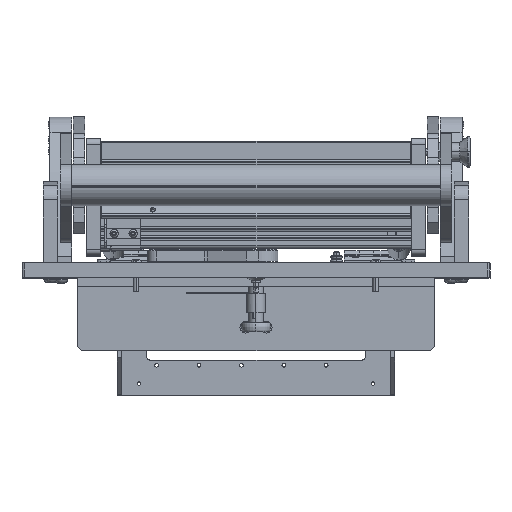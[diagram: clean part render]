
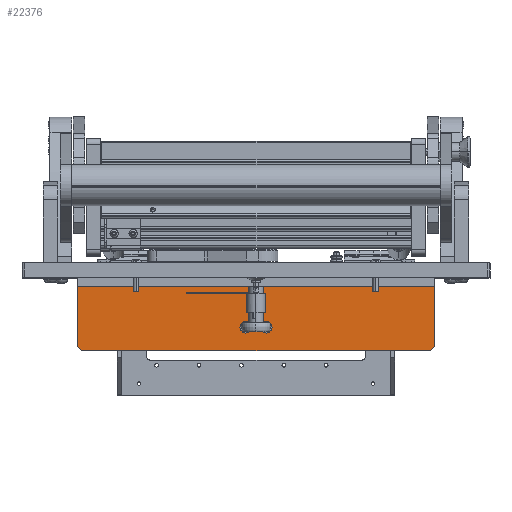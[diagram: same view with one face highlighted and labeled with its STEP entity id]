
A CAD part, top view. The second image highlights one B-rep face of the part: STEP entity #22376.
In plain terms, the highlighted face is planar.
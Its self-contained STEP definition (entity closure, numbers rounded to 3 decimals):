
#401 = ORIENTED_EDGE ( 'NONE', *, *, #23125, .T. ) ;
#1299 = ORIENTED_EDGE ( 'NONE', *, *, #23708, .T. ) ;
#2904 = CIRCLE ( 'NONE', #73455, 1.7 ) ;
#3624 = DIRECTION ( 'NONE',  ( 1., 0., 0. ) ) ;
#5514 = LINE ( 'NONE', #71343, #45178 ) ;
#6747 = AXIS2_PLACEMENT_3D ( 'NONE', #49827, #55600, #20400 ) ;
#9830 = VERTEX_POINT ( 'NONE', #35218 ) ;
#10300 = EDGE_CURVE ( 'NONE', #32274, #14216, #58370, .T. ) ;
#10748 = DIRECTION ( 'NONE',  ( 0., -0.707, 0.707 ) ) ;
#10859 = CARTESIAN_POINT ( 'NONE',  ( -6., -6., 122. ) ) ;
#13420 = DIRECTION ( 'NONE',  ( 1., 0., 0. ) ) ;
#14216 = VERTEX_POINT ( 'NONE', #58028 ) ;
#14920 = ORIENTED_EDGE ( 'NONE', *, *, #20836, .T. ) ;
#14924 = CARTESIAN_POINT ( 'NONE',  ( -6., -47., 122. ) ) ;
#15568 = CARTESIAN_POINT ( 'NONE',  ( -6., -50., 122. ) ) ;
#15682 = EDGE_LOOP ( 'NONE', ( #64217, #65374, #50492, #1299, #14920, #56123 ) ) ;
#17436 = LINE ( 'NONE', #10859, #58623 ) ;
#18109 = CARTESIAN_POINT ( 'NONE',  ( -6., -34., -7. ) ) ;
#18128 = AXIS2_PLACEMENT_3D ( 'NONE', #64953, #25450, #37101 ) ;
#19031 = VERTEX_POINT ( 'NONE', #32844 ) ;
#19751 = ORIENTED_EDGE ( 'NONE', *, *, #73014, .T. ) ;
#19861 = EDGE_CURVE ( 'NONE', #44890, #9830, #17436, .T. ) ;
#20400 = DIRECTION ( 'NONE',  ( 0., 1., 0. ) ) ;
#20836 = EDGE_CURVE ( 'NONE', #19031, #32274, #5514, .T. ) ;
#21397 = DIRECTION ( 'NONE',  ( 0., 0., -1. ) ) ;
#22215 = DIRECTION ( 'NONE',  ( 0., 0., -1. ) ) ;
#22376 = ADVANCED_FACE ( 'NONE', ( #61389, #55931, #56690 ), #55542, .F. ) ;
#22976 = CARTESIAN_POINT ( 'NONE',  ( -6., -47., -122. ) ) ;
#23125 = EDGE_CURVE ( 'NONE', #67161, #37751, #28047, .T. ) ;
#23708 = EDGE_CURVE ( 'NONE', #44890, #19031, #39675, .T. ) ;
#24224 = VECTOR ( 'NONE', #74157, 1000. ) ;
#24685 = DIRECTION ( 'NONE',  ( 0., 1., 0. ) ) ;
#25450 = DIRECTION ( 'NONE',  ( 1., 0., 0. ) ) ;
#27178 = VECTOR ( 'NONE', #10748, 1000. ) ;
#28047 = CIRCLE ( 'NONE', #18128, 1.7 ) ;
#28123 = LINE ( 'NONE', #14924, #24224 ) ;
#29176 = DIRECTION ( 'NONE',  ( 0., -1., 0. ) ) ;
#32274 = VERTEX_POINT ( 'NONE', #22976 ) ;
#32844 = CARTESIAN_POINT ( 'NONE',  ( -6., -6., -122. ) ) ;
#33040 = VECTOR ( 'NONE', #22215, 1000. ) ;
#33960 = CARTESIAN_POINT ( 'NONE',  ( -6., -34., 8.7 ) ) ;
#34496 = VERTEX_POINT ( 'NONE', #69446 ) ;
#34798 = CARTESIAN_POINT ( 'NONE',  ( -6., -50., -119. ) ) ;
#35218 = CARTESIAN_POINT ( 'NONE',  ( -6., -47., 122. ) ) ;
#36617 = CARTESIAN_POINT ( 'NONE',  ( -6., -34., -8.7 ) ) ;
#37101 = DIRECTION ( 'NONE',  ( 0., 1., 0. ) ) ;
#37751 = VERTEX_POINT ( 'NONE', #33960 ) ;
#39675 = LINE ( 'NONE', #68673, #33040 ) ;
#40729 = EDGE_LOOP ( 'NONE', ( #52178, #68349 ) ) ;
#41088 = DIRECTION ( 'NONE',  ( 0., -1., 0. ) ) ;
#41901 = VERTEX_POINT ( 'NONE', #57108 ) ;
#44890 = VERTEX_POINT ( 'NONE', #52946 ) ;
#45178 = VECTOR ( 'NONE', #29176, 1000. ) ;
#47034 = EDGE_CURVE ( 'NONE', #34496, #9830, #28123, .T. ) ;
#49827 = CARTESIAN_POINT ( 'NONE',  ( -6., -34., -7. ) ) ;
#50492 = ORIENTED_EDGE ( 'NONE', *, *, #19861, .F. ) ;
#50817 = LINE ( 'NONE', #15568, #62429 ) ;
#51156 = CIRCLE ( 'NONE', #64746, 1.7 ) ;
#52178 = ORIENTED_EDGE ( 'NONE', *, *, #71700, .T. ) ;
#52946 = CARTESIAN_POINT ( 'NONE',  ( -6., -6., 122. ) ) ;
#53819 = DIRECTION ( 'NONE',  ( 1., 0., 0. ) ) ;
#55542 = PLANE ( 'NONE',  #73655 ) ;
#55600 = DIRECTION ( 'NONE',  ( 1., 0., 0. ) ) ;
#55931 = FACE_BOUND ( 'NONE', #40729, .T. ) ;
#56123 = ORIENTED_EDGE ( 'NONE', *, *, #10300, .T. ) ;
#56487 = VERTEX_POINT ( 'NONE', #36617 ) ;
#56690 = FACE_OUTER_BOUND ( 'NONE', #15682, .T. ) ;
#57108 = CARTESIAN_POINT ( 'NONE',  ( -6., -34., -5.3 ) ) ;
#58028 = CARTESIAN_POINT ( 'NONE',  ( -6., -50., -119. ) ) ;
#58370 = LINE ( 'NONE', #34798, #27178 ) ;
#58623 = VECTOR ( 'NONE', #41088, 1000. ) ;
#60767 = DIRECTION ( 'NONE',  ( 0., 1., 0. ) ) ;
#61168 = CIRCLE ( 'NONE', #6747, 1.7 ) ;
#61389 = FACE_BOUND ( 'NONE', #72413, .T. ) ;
#62429 = VECTOR ( 'NONE', #21397, 1000. ) ;
#64217 = ORIENTED_EDGE ( 'NONE', *, *, #73840, .F. ) ;
#64746 = AXIS2_PLACEMENT_3D ( 'NONE', #18109, #13420, #24685 ) ;
#64953 = CARTESIAN_POINT ( 'NONE',  ( -6., -34., 7. ) ) ;
#65374 = ORIENTED_EDGE ( 'NONE', *, *, #47034, .T. ) ;
#67161 = VERTEX_POINT ( 'NONE', #76289 ) ;
#67331 = CARTESIAN_POINT ( 'NONE',  ( -6., -34., 7. ) ) ;
#68349 = ORIENTED_EDGE ( 'NONE', *, *, #73540, .T. ) ;
#68673 = CARTESIAN_POINT ( 'NONE',  ( -6., -6., 122. ) ) ;
#69446 = CARTESIAN_POINT ( 'NONE',  ( -6., -50., 119. ) ) ;
#71343 = CARTESIAN_POINT ( 'NONE',  ( -6., -6., -122. ) ) ;
#71700 = EDGE_CURVE ( 'NONE', #56487, #41901, #51156, .T. ) ;
#72413 = EDGE_LOOP ( 'NONE', ( #401, #19751 ) ) ;
#73014 = EDGE_CURVE ( 'NONE', #37751, #67161, #2904, .T. ) ;
#73455 = AXIS2_PLACEMENT_3D ( 'NONE', #67331, #53819, #60767 ) ;
#73540 = EDGE_CURVE ( 'NONE', #41901, #56487, #61168, .T. ) ;
#73655 = AXIS2_PLACEMENT_3D ( 'NONE', #74485, #3624, #73732 ) ;
#73732 = DIRECTION ( 'NONE',  ( 0., 1., 0. ) ) ;
#73840 = EDGE_CURVE ( 'NONE', #34496, #14216, #50817, .T. ) ;
#74157 = DIRECTION ( 'NONE',  ( 0., 0.707, 0.707 ) ) ;
#74485 = CARTESIAN_POINT ( 'NONE',  ( -6., -6., 122. ) ) ;
#76289 = CARTESIAN_POINT ( 'NONE',  ( -6., -34., 5.3 ) ) ;
